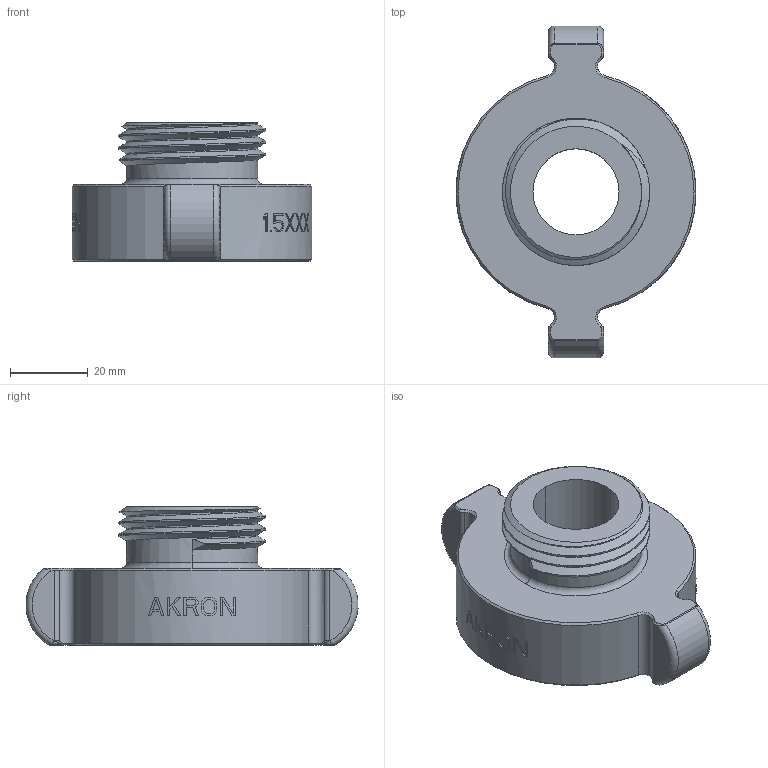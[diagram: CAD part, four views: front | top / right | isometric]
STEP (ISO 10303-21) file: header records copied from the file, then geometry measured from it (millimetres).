
FILE_DESCRIPTION((''),'2;1');
FILE_NAME('A03337','2016-10-07T',('sobrien2'),(''),'CREO PARAMETRIC BY PTC INC, 2015290','CREO PARAMETRIC BY PTC INC, 2015290','');
FILE_SCHEMA(('CONFIG_CONTROL_DESIGN'));
Length unit declared in the file: inch
Products named in the file (1): A03337
Bounding box: 61.91 x 85.66 x 35.71 mm (x, y, z)
Volume: 41578.8 mm3; surface area: 18157.8 mm2
Topology: 1 solids, 1 shells, 419 faces, 1123 edges, 725 vertices
Faces by surface type: plane 194, bspline 150, cylinder 50, cone 19, torus 6
Entity records: 19446 total; most frequent: CARTESIAN_POINT 10101, ORIENTED_EDGE 2238, DIRECTION 1436, EDGE_CURVE 1119, VERTEX_POINT 725, AXIS2_PLACEMENT_3D 490, VECTOR 456, LINE 456
